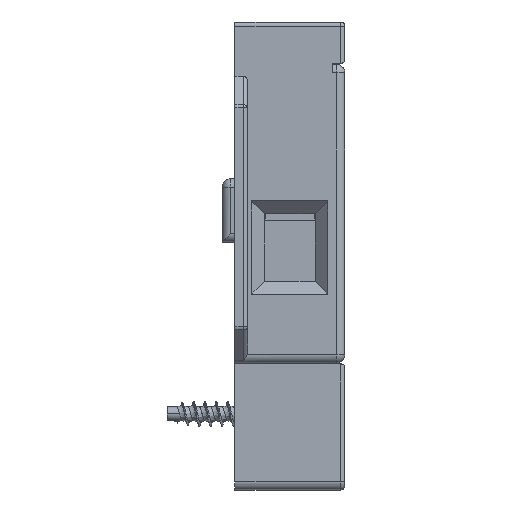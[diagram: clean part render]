
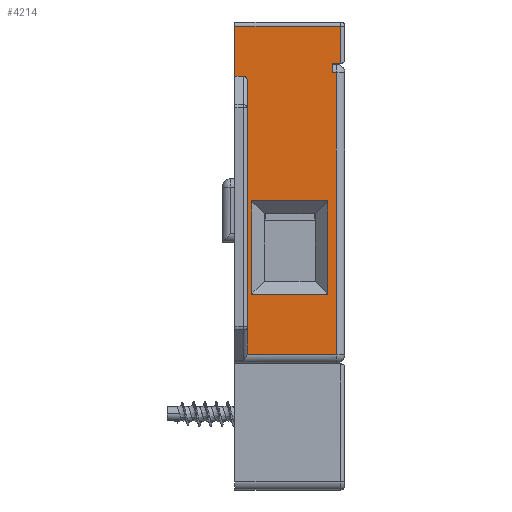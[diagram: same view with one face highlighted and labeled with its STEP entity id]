
A CAD part, front view. The second image highlights one B-rep face of the part: STEP entity #4214.
In plain terms, the highlighted face is planar.
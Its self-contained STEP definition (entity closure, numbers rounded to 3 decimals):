
#121=DIRECTION('',(0.,1.,0.));
#122=VECTOR('',#121,5.914);
#123=CARTESIAN_POINT('',(0.,0.5,-32.25));
#124=LINE('',#123,#122);
#636=DIRECTION('',(1.,0.,0.));
#637=VECTOR('',#636,10.545);
#638=CARTESIAN_POINT('',(1.455,39.3,-32.25));
#639=LINE('',#638,#637);
#666=CARTESIAN_POINT('',(1.5,39.007,-32.25));
#667=CARTESIAN_POINT('',(1.5,39.107,-32.25));
#668=CARTESIAN_POINT('',(1.486,39.205,-32.25));
#669=CARTESIAN_POINT('',(1.455,39.3,-32.25));
#715=DIRECTION('',(0.,-1.,0.));
#716=VECTOR('',#715,31.886);
#717=CARTESIAN_POINT('',(1.5,39.007,-32.25));
#718=LINE('',#717,#716);
#719=DIRECTION('',(1.,0.,0.));
#720=VECTOR('',#719,1.);
#721=CARTESIAN_POINT('',(0.,6.414,-32.25));
#722=LINE('',#721,#720);
#723=DIRECTION('',(-1.,0.,0.));
#724=VECTOR('',#723,1.);
#725=CARTESIAN_POINT('',(12.5,4.9,-32.25));
#726=LINE('',#725,#724);
#727=DIRECTION('',(0.,1.,0.));
#728=VECTOR('',#727,11.);
#729=CARTESIAN_POINT('',(11.,21.15,-32.25));
#730=LINE('',#729,#728);
#743=DIRECTION('',(-1.,0.,0.));
#744=VECTOR('',#743,9.);
#745=CARTESIAN_POINT('',(11.,32.15,-32.25));
#746=LINE('',#745,#744);
#755=DIRECTION('',(0.,-1.,0.));
#756=VECTOR('',#755,11.);
#757=CARTESIAN_POINT('',(2.,32.15,-32.25));
#758=LINE('',#757,#756);
#767=DIRECTION('',(1.,0.,0.));
#768=VECTOR('',#767,9.);
#769=CARTESIAN_POINT('',(2.,21.15,-32.25));
#770=LINE('',#769,#768);
#1128=DIRECTION('',(-1.,0.,0.));
#1129=VECTOR('',#1128,0.5);
#1130=CARTESIAN_POINT('',(12.,6.,-32.25));
#1131=LINE('',#1130,#1129);
#1153=DIRECTION('',(0.,-1.,0.));
#1154=VECTOR('',#1153,1.1);
#1155=CARTESIAN_POINT('',(11.5,6.,-32.25));
#1156=LINE('',#1155,#1154);
#1408=DIRECTION('',(-1.,0.,0.));
#1409=VECTOR('',#1408,12.5);
#1410=CARTESIAN_POINT('',(12.5,0.5,-32.25));
#1411=LINE('',#1410,#1409);
#1417=DIRECTION('',(0.,1.,0.));
#1418=VECTOR('',#1417,4.4);
#1419=CARTESIAN_POINT('',(12.5,0.5,-32.25));
#1420=LINE('',#1419,#1418);
#1973=DIRECTION('',(0.,1.,0.));
#1974=VECTOR('',#1973,33.3);
#1975=CARTESIAN_POINT('',(12.,6.,-32.25));
#1976=LINE('',#1975,#1974);
#2004=CARTESIAN_POINT('',(1.,6.414,-32.25));
#2005=CARTESIAN_POINT('',(1.101,6.414,-32.25));
#2006=CARTESIAN_POINT('',(1.236,6.48,-32.25));
#2007=CARTESIAN_POINT('',(1.426,6.692,-32.25));
#2008=CARTESIAN_POINT('',(1.5,6.92,-32.25));
#2009=CARTESIAN_POINT('',(1.5,7.121,-32.25));
#2563=CARTESIAN_POINT('',(11.5,4.9,-32.25));
#2564=VERTEX_POINT('',#2563);
#2571=CARTESIAN_POINT('',(11.5,6.,-32.25));
#2572=VERTEX_POINT('',#2571);
#2721=CARTESIAN_POINT('',(12.,6.,-32.25));
#2722=CARTESIAN_POINT('',(12.,39.3,-32.25));
#2723=VERTEX_POINT('',#2721);
#2724=VERTEX_POINT('',#2722);
#2841=CARTESIAN_POINT('',(2.,21.15,-32.25));
#2842=CARTESIAN_POINT('',(11.,21.15,-32.25));
#2843=VERTEX_POINT('',#2841);
#2844=VERTEX_POINT('',#2842);
#2849=CARTESIAN_POINT('',(2.,32.15,-32.25));
#2850=VERTEX_POINT('',#2849);
#2853=CARTESIAN_POINT('',(11.,32.15,-32.25));
#2854=VERTEX_POINT('',#2853);
#3131=CARTESIAN_POINT('',(12.5,0.5,-32.25));
#3132=CARTESIAN_POINT('',(0.,0.5,-32.25));
#3133=VERTEX_POINT('',#3131);
#3134=VERTEX_POINT('',#3132);
#3135=CARTESIAN_POINT('',(12.5,4.9,-32.25));
#3136=VERTEX_POINT('',#3135);
#3166=CARTESIAN_POINT('',(1.5,39.007,-32.25));
#3168=VERTEX_POINT('',#3166);
#3177=CARTESIAN_POINT('',(1.5,7.121,-32.25));
#3178=VERTEX_POINT('',#3177);
#3179=CARTESIAN_POINT('',(1.,6.414,-32.25));
#3180=VERTEX_POINT('',#3179);
#3183=CARTESIAN_POINT('',(0.,6.414,-32.25));
#3184=VERTEX_POINT('',#3183);
#3186=VERTEX_POINT('',#669);
#4177=CARTESIAN_POINT('',(0.,0.,-32.25));
#4178=DIRECTION('',(0.,0.,-1.));
#4179=DIRECTION('',(0.,1.,0.));
#4180=AXIS2_PLACEMENT_3D('',#4177,#4178,#4179);
#4181=PLANE('',#4180);
#4182=ORIENTED_EDGE('',*,*,#4069,.F.);
#4183=ORIENTED_EDGE('',*,*,#4101,.F.);
#4185=ORIENTED_EDGE('',*,*,#4184,.T.);
#4187=ORIENTED_EDGE('',*,*,#4186,.F.);
#4188=ORIENTED_EDGE('',*,*,#4170,.F.);
#4189=ORIENTED_EDGE('',*,*,#3254,.F.);
#4191=ORIENTED_EDGE('',*,*,#4190,.F.);
#4193=ORIENTED_EDGE('',*,*,#4192,.T.);
#4195=ORIENTED_EDGE('',*,*,#4194,.T.);
#4197=ORIENTED_EDGE('',*,*,#4196,.F.);
#4199=ORIENTED_EDGE('',*,*,#4198,.F.);
#4201=ORIENTED_EDGE('',*,*,#4200,.T.);
#4202=EDGE_LOOP('',(#4182,#4183,#4185,#4187,#4188,#4189,#4191,#4193,#4195,#4197,
#4199,#4201));
#4203=FACE_OUTER_BOUND('',#4202,.F.);
#4205=ORIENTED_EDGE('',*,*,#4204,.F.);
#4207=ORIENTED_EDGE('',*,*,#4206,.F.);
#4209=ORIENTED_EDGE('',*,*,#4208,.F.);
#4211=ORIENTED_EDGE('',*,*,#4210,.F.);
#4212=EDGE_LOOP('',(#4205,#4207,#4209,#4211));
#4213=FACE_BOUND('',#4212,.F.);
#4214=ADVANCED_FACE('',(#4203,#4213),#4181,.T.);
#670=B_SPLINE_CURVE_WITH_KNOTS('',3,(#666,#667,#668,#669),.UNSPECIFIED.,.F.,.F.,
(4,4),(0.,1.),.UNSPECIFIED.);
#2010=B_SPLINE_CURVE_WITH_KNOTS('',3,(#2004,#2005,#2006,#2007,#2008,#2009),
.UNSPECIFIED.,.F.,.F.,(4,1,1,4),(0.,0.25,0.5,1.),.UNSPECIFIED.);
#3254=EDGE_CURVE('',#3134,#3184,#124,.T.);
#4069=EDGE_CURVE('',#3186,#2724,#639,.T.);
#4101=EDGE_CURVE('',#3168,#3186,#670,.T.);
#4170=EDGE_CURVE('',#3184,#3180,#722,.T.);
#4184=EDGE_CURVE('',#3168,#3178,#718,.T.);
#4186=EDGE_CURVE('',#3180,#3178,#2010,.T.);
#4190=EDGE_CURVE('',#3133,#3134,#1411,.T.);
#4192=EDGE_CURVE('',#3133,#3136,#1420,.T.);
#4194=EDGE_CURVE('',#3136,#2564,#726,.T.);
#4196=EDGE_CURVE('',#2572,#2564,#1156,.T.);
#4198=EDGE_CURVE('',#2723,#2572,#1131,.T.);
#4200=EDGE_CURVE('',#2723,#2724,#1976,.T.);
#4204=EDGE_CURVE('',#2844,#2854,#730,.T.);
#4206=EDGE_CURVE('',#2843,#2844,#770,.T.);
#4208=EDGE_CURVE('',#2850,#2843,#758,.T.);
#4210=EDGE_CURVE('',#2854,#2850,#746,.T.);
